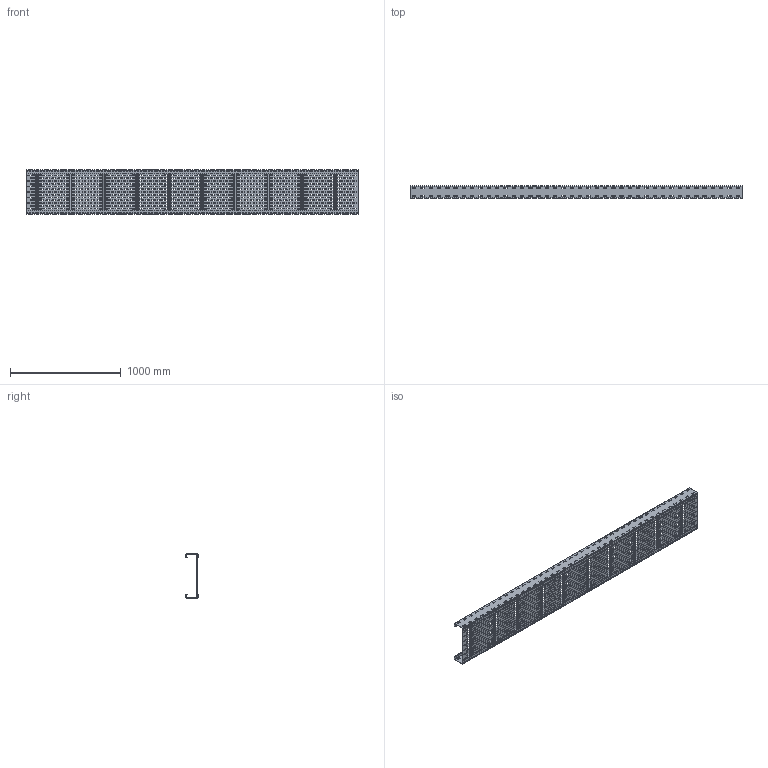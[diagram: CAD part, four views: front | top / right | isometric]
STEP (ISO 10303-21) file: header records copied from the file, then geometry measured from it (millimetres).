
FILE_DESCRIPTION((''),'2;1');
FILE_NAME('230041_ASM','2018-11-28T19:17:26',('tomasz.grudniewski'),(''),'CREO PARAMETRIC BY PTC INC, 2018260','CREO PARAMETRIC BY PTC INC, 2018260','');
FILE_SCHEMA(('CONFIG_CONTROL_DESIGN'));
Products named in the file (3): KSP_DSP_H110_3000_PRT; PASZCZ_400_30000_PRT; 230041_ASM
Assembly tree (3 placements, depth 2):
  230041_ASM
    KSP_DSP_H110_3000_PRT  x2
    PASZCZ_400_30000_PRT
Bounding box: 3000 x 110 x 400 mm (x, y, z)
Volume: 2822004.6 mm3; surface area: 4309144.8 mm2
Topology: 3 solids, 3 shells, 6842 faces, 20060 edges, 13224 vertices
Faces by surface type: plane 4022, cylinder 2820
Entity records: 192672 total; most frequent: CARTESIAN_POINT 33290, ORIENTED_EDGE 33280, DIRECTION 33024, EDGE_CURVE 16640, VECTOR 11652, LINE 11652, VERTEX_POINT 10952, AXIS2_PLACEMENT_3D 10686
